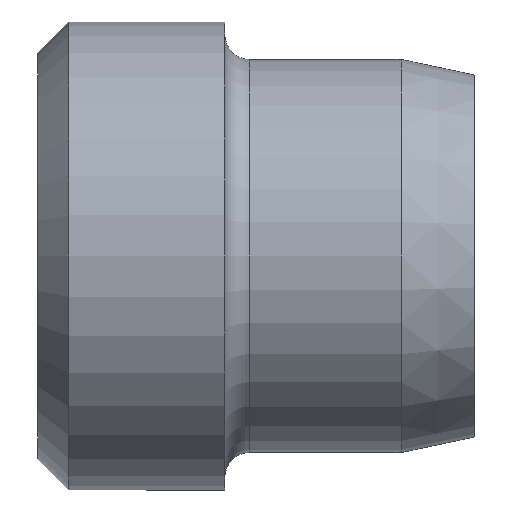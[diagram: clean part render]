
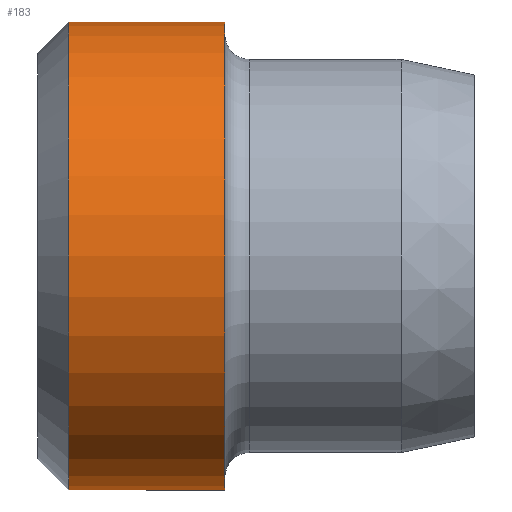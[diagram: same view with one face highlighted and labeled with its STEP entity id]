
A CAD part, left-side view. The second image highlights one B-rep face of the part: STEP entity #183.
In plain terms, the highlighted cylindrical face has radius 3.75 mm (diameter 7.5 mm), a partial arc.
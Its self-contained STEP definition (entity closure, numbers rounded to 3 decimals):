
#24 = AXIS2_PLACEMENT_3D ( 'NONE', #397, #396, #395 ) ;
#31 = CIRCLE ( 'NONE', #24, 3.75 ) ;
#42 = VECTOR ( 'NONE', #646, 1000. ) ;
#45 = VECTOR ( 'NONE', #641, 1000. ) ;
#76 = AXIS2_PLACEMENT_3D ( 'NONE', #596, #597, #598 ) ;
#121 = AXIS2_PLACEMENT_3D ( 'NONE', #476, #475, #474 ) ;
#122 = CIRCLE ( 'NONE', #121, 3.75 ) ;
#145 = EDGE_CURVE ( 'NONE', #235, #229, #31, .T. ) ;
#154 = EDGE_CURVE ( 'NONE', #226, #237, #122, .T. ) ;
#183 = ADVANCED_FACE ( 'NONE', ( #328 ), #327, .T. ) ;
#198 = EDGE_CURVE ( 'NONE', #226, #235, #311, .T. ) ;
#200 = EDGE_CURVE ( 'NONE', #237, #229, #310, .T. ) ;
#226 = VERTEX_POINT ( 'NONE', #680 ) ;
#229 = VERTEX_POINT ( 'NONE', #681 ) ;
#235 = VERTEX_POINT ( 'NONE', #682 ) ;
#237 = VERTEX_POINT ( 'NONE', #683 ) ;
#242 = EDGE_LOOP ( 'NONE', ( #541, #542, #556, #535 ) ) ;
#310 = LINE ( 'NONE', #645, #42 ) ;
#311 = LINE ( 'NONE', #640, #45 ) ;
#327 = CYLINDRICAL_SURFACE ( 'NONE', #76, 3.75 ) ;
#328 = FACE_OUTER_BOUND ( 'NONE', #242, .T. ) ;
#395 = DIRECTION ( 'NONE',  ( 0., 0., 1. ) ) ;
#396 = DIRECTION ( 'NONE',  ( 0., 1., 0. ) ) ;
#397 = CARTESIAN_POINT ( 'NONE',  ( 0., 6.5, 0. ) ) ;
#474 = DIRECTION ( 'NONE',  ( 0., 0., 1. ) ) ;
#475 = DIRECTION ( 'NONE',  ( 0., 1., 0. ) ) ;
#476 = CARTESIAN_POINT ( 'NONE',  ( 0., 4., 0. ) ) ;
#535 = ORIENTED_EDGE ( 'NONE', *, *, #145, .F. ) ;
#541 = ORIENTED_EDGE ( 'NONE', *, *, #198, .F. ) ;
#542 = ORIENTED_EDGE ( 'NONE', *, *, #154, .T. ) ;
#556 = ORIENTED_EDGE ( 'NONE', *, *, #200, .T. ) ;
#596 = CARTESIAN_POINT ( 'NONE',  ( 0., 0., 0. ) ) ;
#597 = DIRECTION ( 'NONE',  ( 0., 1., 0. ) ) ;
#598 = DIRECTION ( 'NONE',  ( 0., 0., 1. ) ) ;
#640 = CARTESIAN_POINT ( 'NONE',  ( 0., 0., -3.75 ) ) ;
#641 = DIRECTION ( 'NONE',  ( 0., 1., 0. ) ) ;
#645 = CARTESIAN_POINT ( 'NONE',  ( 0., 0., 3.75 ) ) ;
#646 = DIRECTION ( 'NONE',  ( 0., 1., 0. ) ) ;
#680 = CARTESIAN_POINT ( 'NONE',  ( 0., 4., -3.75 ) ) ;
#681 = CARTESIAN_POINT ( 'NONE',  ( 0., 6.5, 3.75 ) ) ;
#682 = CARTESIAN_POINT ( 'NONE',  ( 0., 6.5, -3.75 ) ) ;
#683 = CARTESIAN_POINT ( 'NONE',  ( 0., 4., 3.75 ) ) ;
